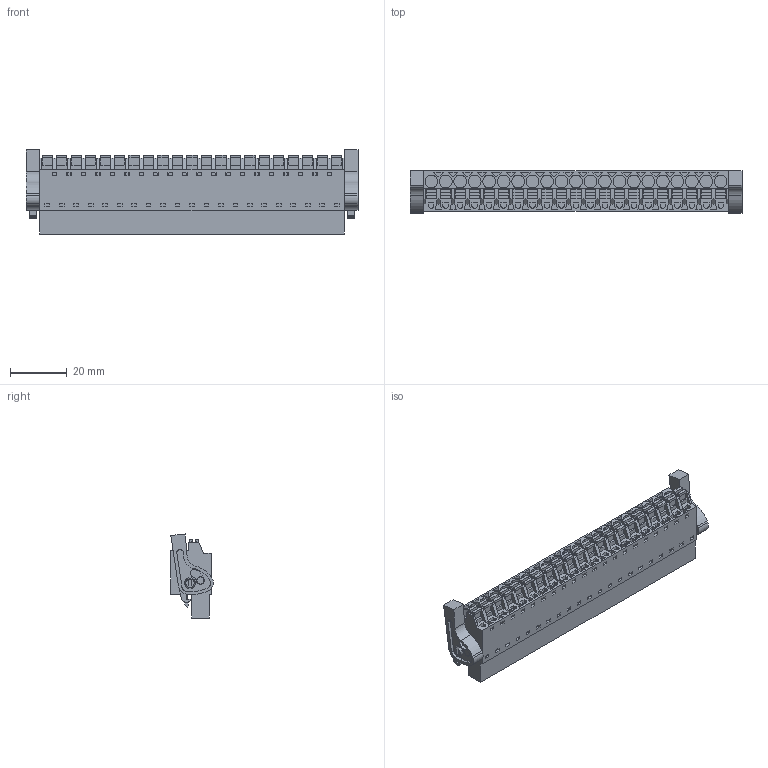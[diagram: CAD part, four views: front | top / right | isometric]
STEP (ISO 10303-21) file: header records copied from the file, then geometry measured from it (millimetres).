
FILE_DESCRIPTION(('CATIA V5 STEP Exchange','CAx-IF Rec.Pracs.--- Model Styling and Organization---1.2---2011-12-15'),'2;1');
FILE_NAME ('D1446639_0_1014580000_1014580000.stp','2017-04-29T06:01:08+00:00',('none'),('Weidmueller'),'CATIA Version 5-6 Release 2014','CATIA V5 STEP AP214','none');
FILE_SCHEMA(('AUTOMOTIVE_DESIGN { 1 0 10303 214 1 1 1 1 }'));
Length unit declared in the file: millimetre
Products named in the file (1): 1014580000
Bounding box: 116.5 x 14.96 x 29.52 mm (x, y, z)
Volume: 26443.7 mm3; surface area: 18310.6 mm2
Topology: 24 solids, 24 shells, 1593 faces, 4580 edges, 3192 vertices
Faces by surface type: plane 1372, cylinder 212, cone 8, extrusion 1
Entity records: 51135 total; most frequent: CARTESIAN_POINT 9751, ORIENTED_EDGE 9160, DIRECTION 6448, EDGE_CURVE 4580, VECTOR 4119, LINE 4118, VERTEX_POINT 3192, EDGE_LOOP 1838
